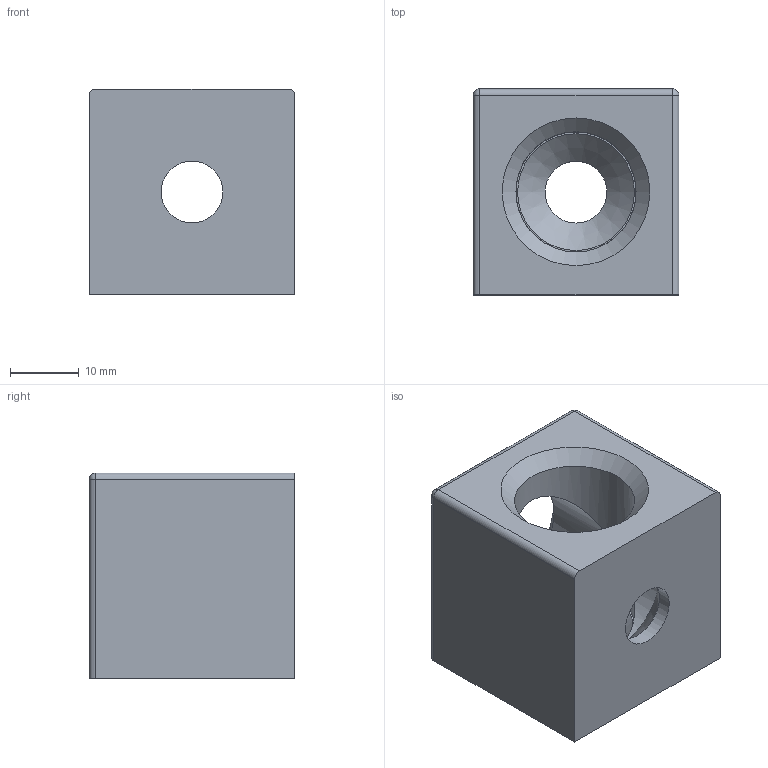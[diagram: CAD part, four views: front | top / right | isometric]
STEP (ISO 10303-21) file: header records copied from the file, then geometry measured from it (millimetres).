
FILE_DESCRIPTION((''),'2;1');
FILE_NAME('AR3553.stp','2016-12-20T12:48:35',('Konstruktor II'),(''),'Autodesk Inventor 2013','Autodesk Inventor 2013','');
FILE_SCHEMA(('AUTOMOTIVE_DESIGN { 1 0 10303 214 1 1 1 1 }'));
Length unit declared in the file: millimetre
Products named in the file (1): AR3553
Bounding box: 30 x 30 x 30 mm (x, y, z)
Volume: 17409.2 mm3; surface area: 6624 mm2
Topology: 1 solids, 1 shells, 25 faces, 53 edges, 30 vertices
Faces by surface type: cylinder 11, plane 8, cone 4, sphere 2
Full cylindrical faces by diameter (mm): 9 x2, 17.5 x4
Entity records: 653 total; most frequent: DIRECTION 121, CARTESIAN_POINT 99, ORIENTED_EDGE 86, AXIS2_PLACEMENT_3D 52, EDGE_CURVE 43, EDGE_LOOP 41, VERTEX_POINT 30, FACE_OUTER_BOUND 25
